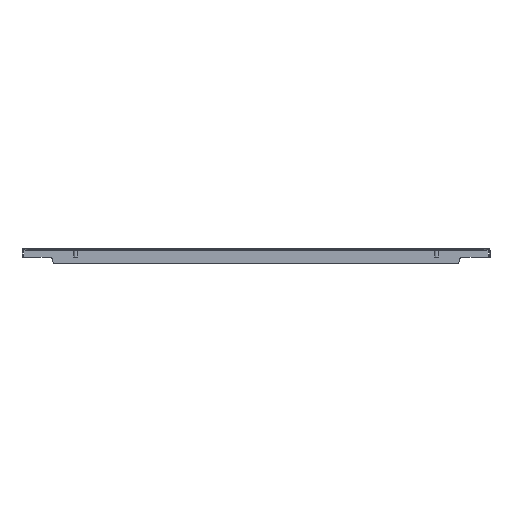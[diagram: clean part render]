
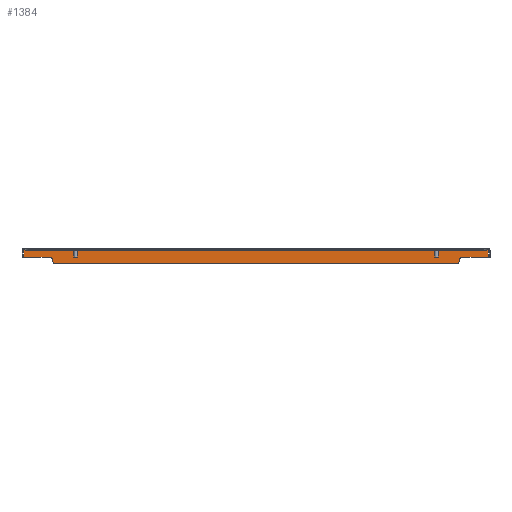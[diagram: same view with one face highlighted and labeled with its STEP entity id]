
A CAD part, front view. The second image highlights one B-rep face of the part: STEP entity #1384.
In plain terms, the highlighted planar face has unit normal (0, -1, 0).
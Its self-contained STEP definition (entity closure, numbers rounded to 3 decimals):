
#153 = CARTESIAN_POINT ( 'NONE',  ( -381.086, 598.5, -30. ) ) ;
#464 = LINE ( 'NONE', #6555, #5594 ) ;
#613 = EDGE_CURVE ( 'NONE', #6121, #5787, #464, .T. ) ;
#627 = CARTESIAN_POINT ( 'NONE',  ( 386.086, 598.5, -22.8 ) ) ;
#679 = ORIENTED_EDGE ( 'NONE', *, *, #2734, .F. ) ;
#748 = DIRECTION ( 'NONE',  ( 0., 0., 1. ) ) ;
#900 = DIRECTION ( 'NONE',  ( 0., 0., 1. ) ) ;
#931 = ORIENTED_EDGE ( 'NONE', *, *, #2140, .T. ) ;
#1012 = VERTEX_POINT ( 'NONE', #5934 ) ;
#1073 = VERTEX_POINT ( 'NONE', #6116 ) ;
#1147 = DIRECTION ( 'NONE',  ( -1., 0., 0. ) ) ;
#1163 = ORIENTED_EDGE ( 'NONE', *, *, #7889, .T. ) ;
#1179 = DIRECTION ( 'NONE',  ( 0., 1., 0. ) ) ;
#1384 = ADVANCED_FACE ( 'NONE', ( #7238 ), #5421, .F. ) ;
#1469 = CIRCLE ( 'NONE', #3923, 5. ) ;
#1507 = EDGE_CURVE ( 'NONE', #6121, #5706, #6559, .T. ) ;
#1542 = EDGE_LOOP ( 'NONE', ( #3682, #1926, #5220, #1163, #2990, #2155, #3329, #4522, #7135, #931, #679, #6515 ) ) ;
#1668 = CARTESIAN_POINT ( 'NONE',  ( -439., 598.5, -3. ) ) ;
#1681 = DIRECTION ( 'NONE',  ( 1., 0., 0. ) ) ;
#1744 = VERTEX_POINT ( 'NONE', #3241 ) ;
#1766 = DIRECTION ( 'NONE',  ( 0., -1., 0. ) ) ;
#1896 = DIRECTION ( 'NONE',  ( 0., 0., 1. ) ) ;
#1926 = ORIENTED_EDGE ( 'NONE', *, *, #6404, .T. ) ;
#1994 = CARTESIAN_POINT ( 'NONE',  ( 381.086, 598.5, -25. ) ) ;
#2020 = VECTOR ( 'NONE', #3358, 1000. ) ;
#2039 = CARTESIAN_POINT ( 'NONE',  ( 386.086, 598.5, -17.8 ) ) ;
#2103 = DIRECTION ( 'NONE',  ( 0., -1., 0. ) ) ;
#2140 = EDGE_CURVE ( 'NONE', #6630, #5092, #3955, .T. ) ;
#2145 = CARTESIAN_POINT ( 'NONE',  ( -376.086, 598.5, -25. ) ) ;
#2155 = ORIENTED_EDGE ( 'NONE', *, *, #1507, .T. ) ;
#2440 = VERTEX_POINT ( 'NONE', #5201 ) ;
#2455 = VECTOR ( 'NONE', #1147, 1000. ) ;
#2629 = CARTESIAN_POINT ( 'NONE',  ( -376.086, 598.5, -30. ) ) ;
#2649 = VECTOR ( 'NONE', #5379, 1000. ) ;
#2719 = CARTESIAN_POINT ( 'NONE',  ( -386.086, 598.5, -22.8 ) ) ;
#2734 = EDGE_CURVE ( 'NONE', #1744, #5092, #7067, .T. ) ;
#2849 = CARTESIAN_POINT ( 'NONE',  ( 436.086, 598.5, -1.5 ) ) ;
#2867 = CARTESIAN_POINT ( 'NONE',  ( 376.086, 598.5, -25. ) ) ;
#2915 = CARTESIAN_POINT ( 'NONE',  ( 0., 598.5, 0. ) ) ;
#2916 = VECTOR ( 'NONE', #5265, 1000. ) ;
#2943 = DIRECTION ( 'NONE',  ( 0., 0., 1. ) ) ;
#2956 = EDGE_CURVE ( 'NONE', #6630, #1073, #7189, .T. ) ;
#2959 = AXIS2_PLACEMENT_3D ( 'NONE', #2867, #1766, #2943 ) ;
#2990 = ORIENTED_EDGE ( 'NONE', *, *, #613, .F. ) ;
#3241 = CARTESIAN_POINT ( 'NONE',  ( -386.086, 598.5, -17.8 ) ) ;
#3329 = ORIENTED_EDGE ( 'NONE', *, *, #4442, .F. ) ;
#3358 = DIRECTION ( 'NONE',  ( 0., 0., -1. ) ) ;
#3616 = CIRCLE ( 'NONE', #4649, 5. ) ;
#3653 = CARTESIAN_POINT ( 'NONE',  ( 381.086, 598.5, -22.8 ) ) ;
#3682 = ORIENTED_EDGE ( 'NONE', *, *, #4157, .F. ) ;
#3777 = DIRECTION ( 'NONE',  ( 0., 1., 0. ) ) ;
#3923 = AXIS2_PLACEMENT_3D ( 'NONE', #2719, #3777, #748 ) ;
#3955 = LINE ( 'NONE', #6417, #2020 ) ;
#4074 = EDGE_CURVE ( 'NONE', #1744, #1012, #1469, .T. ) ;
#4094 = VERTEX_POINT ( 'NONE', #2629 ) ;
#4157 = EDGE_CURVE ( 'NONE', #2440, #1012, #5148, .T. ) ;
#4442 = EDGE_CURVE ( 'NONE', #4762, #5706, #4980, .T. ) ;
#4522 = ORIENTED_EDGE ( 'NONE', *, *, #6041, .F. ) ;
#4649 = AXIS2_PLACEMENT_3D ( 'NONE', #2145, #2103, #900 ) ;
#4758 = CARTESIAN_POINT ( 'NONE',  ( -436.086, 598.5, -17.8 ) ) ;
#4762 = VERTEX_POINT ( 'NONE', #5880 ) ;
#4980 = LINE ( 'NONE', #6677, #2455 ) ;
#5050 = CARTESIAN_POINT ( 'NONE',  ( -436.086, 598.5, -3. ) ) ;
#5082 = EDGE_CURVE ( 'NONE', #4094, #5141, #5322, .T. ) ;
#5092 = VERTEX_POINT ( 'NONE', #4758 ) ;
#5141 = VERTEX_POINT ( 'NONE', #7906 ) ;
#5148 = LINE ( 'NONE', #153, #7796 ) ;
#5201 = CARTESIAN_POINT ( 'NONE',  ( -381.086, 598.5, -25. ) ) ;
#5220 = ORIENTED_EDGE ( 'NONE', *, *, #5082, .T. ) ;
#5265 = DIRECTION ( 'NONE',  ( -1., 0., 0. ) ) ;
#5266 = AXIS2_PLACEMENT_3D ( 'NONE', #2915, #6667, #7811 ) ;
#5322 = LINE ( 'NONE', #6611, #7209 ) ;
#5379 = DIRECTION ( 'NONE',  ( 1., 0., 0. ) ) ;
#5421 = PLANE ( 'NONE',  #5266 ) ;
#5594 = VECTOR ( 'NONE', #7805, 1000. ) ;
#5706 = VERTEX_POINT ( 'NONE', #2039 ) ;
#5787 = VERTEX_POINT ( 'NONE', #1994 ) ;
#5880 = CARTESIAN_POINT ( 'NONE',  ( 436.086, 598.5, -17.8 ) ) ;
#5934 = CARTESIAN_POINT ( 'NONE',  ( -381.086, 598.5, -22.8 ) ) ;
#6041 = EDGE_CURVE ( 'NONE', #1073, #4762, #7245, .T. ) ;
#6116 = CARTESIAN_POINT ( 'NONE',  ( 436.086, 598.5, -3. ) ) ;
#6121 = VERTEX_POINT ( 'NONE', #3653 ) ;
#6404 = EDGE_CURVE ( 'NONE', #2440, #4094, #3616, .T. ) ;
#6417 = CARTESIAN_POINT ( 'NONE',  ( -436.086, 598.5, 0. ) ) ;
#6515 = ORIENTED_EDGE ( 'NONE', *, *, #4074, .T. ) ;
#6555 = CARTESIAN_POINT ( 'NONE',  ( 381.086, 598.5, -30. ) ) ;
#6559 = CIRCLE ( 'NONE', #6670, 5. ) ;
#6611 = CARTESIAN_POINT ( 'NONE',  ( 0., 598.5, -30. ) ) ;
#6630 = VERTEX_POINT ( 'NONE', #5050 ) ;
#6667 = DIRECTION ( 'NONE',  ( 0., 1., 0. ) ) ;
#6670 = AXIS2_PLACEMENT_3D ( 'NONE', #627, #1179, #1896 ) ;
#6677 = CARTESIAN_POINT ( 'NONE',  ( 436.086, 598.5, -17.8 ) ) ;
#6820 = CIRCLE ( 'NONE', #2959, 5. ) ;
#6934 = VECTOR ( 'NONE', #7817, 1000. ) ;
#7067 = LINE ( 'NONE', #7593, #2916 ) ;
#7135 = ORIENTED_EDGE ( 'NONE', *, *, #2956, .F. ) ;
#7189 = LINE ( 'NONE', #1668, #2649 ) ;
#7209 = VECTOR ( 'NONE', #1681, 1000. ) ;
#7238 = FACE_OUTER_BOUND ( 'NONE', #1542, .T. ) ;
#7245 = LINE ( 'NONE', #2849, #6934 ) ;
#7593 = CARTESIAN_POINT ( 'NONE',  ( -436.086, 598.5, -17.8 ) ) ;
#7607 = DIRECTION ( 'NONE',  ( 0., 0., 1. ) ) ;
#7796 = VECTOR ( 'NONE', #7607, 1000. ) ;
#7805 = DIRECTION ( 'NONE',  ( 0., 0., -1. ) ) ;
#7811 = DIRECTION ( 'NONE',  ( 0., 0., 1. ) ) ;
#7817 = DIRECTION ( 'NONE',  ( 0., 0., -1. ) ) ;
#7889 = EDGE_CURVE ( 'NONE', #5141, #5787, #6820, .T. ) ;
#7906 = CARTESIAN_POINT ( 'NONE',  ( 376.086, 598.5, -30. ) ) ;
